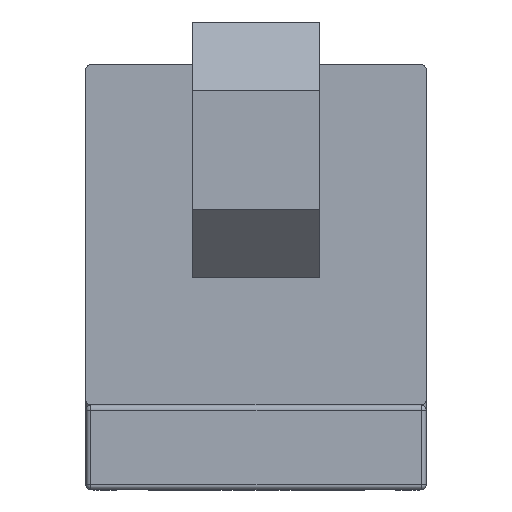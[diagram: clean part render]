
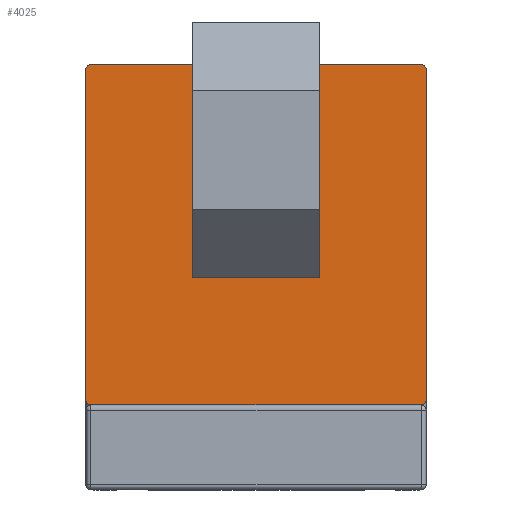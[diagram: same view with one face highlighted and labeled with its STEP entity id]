
A CAD part, front view. The second image highlights one B-rep face of the part: STEP entity #4025.
In plain terms, the highlighted planar face has unit normal (0, -1, 0).
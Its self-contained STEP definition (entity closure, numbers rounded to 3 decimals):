
#90=FACE_BOUND('',#520,.T.);
#265=FACE_OUTER_BOUND('',#519,.T.);
#519=EDGE_LOOP('',(#2768,#2769,#2770,#2771,#2772,#2773,#2774,#2775));
#520=EDGE_LOOP('',(#2776,#2777,#2778,#2779,#2780,#2781));
#783=CIRCLE('',#4288,3.95);
#786=CIRCLE('',#4294,0.3);
#787=CIRCLE('',#4295,0.3);
#788=CIRCLE('',#4296,0.3);
#789=CIRCLE('',#4297,0.3);
#790=CIRCLE('',#4298,3.95);
#1014=LINE('',#6077,#1385);
#1028=LINE('',#6136,#1399);
#1029=LINE('',#6140,#1400);
#1030=LINE('',#6144,#1401);
#1031=LINE('',#6148,#1402);
#1032=LINE('',#6150,#1403);
#1033=LINE('',#6152,#1404);
#1034=LINE('',#6154,#1405);
#1385=VECTOR('',#4784,3.05);
#1399=VECTOR('',#4814,19.4);
#1400=VECTOR('',#4817,19.4);
#1401=VECTOR('',#4820,19.4);
#1402=VECTOR('',#4823,19.4);
#1403=VECTOR('',#4826,3.95);
#1404=VECTOR('',#4827,3.05);
#1405=VECTOR('',#4828,3.95);
#1761=VERTEX_POINT('',#6074);
#1762=VERTEX_POINT('',#6076);
#1766=VERTEX_POINT('',#6088);
#1767=VERTEX_POINT('',#6090);
#1780=VERTEX_POINT('',#6134);
#1781=VERTEX_POINT('',#6135);
#1782=VERTEX_POINT('',#6137);
#1783=VERTEX_POINT('',#6139);
#1784=VERTEX_POINT('',#6141);
#1785=VERTEX_POINT('',#6143);
#1786=VERTEX_POINT('',#6145);
#1787=VERTEX_POINT('',#6147);
#1788=VERTEX_POINT('',#6151);
#1789=VERTEX_POINT('',#6153);
#2130=EDGE_CURVE('',#1761,#1762,#1014,.T.);
#2135=EDGE_CURVE('',#1766,#1767,#783,.T.);
#2152=EDGE_CURVE('',#1780,#1781,#1028,.T.);
#2153=EDGE_CURVE('',#1780,#1782,#786,.T.);
#2154=EDGE_CURVE('',#1782,#1783,#1029,.T.);
#2155=EDGE_CURVE('',#1783,#1784,#787,.T.);
#2156=EDGE_CURVE('',#1784,#1785,#1030,.T.);
#2157=EDGE_CURVE('',#1785,#1786,#788,.T.);
#2158=EDGE_CURVE('',#1787,#1786,#1031,.T.);
#2159=EDGE_CURVE('',#1787,#1781,#789,.T.);
#2160=EDGE_CURVE('',#1767,#1761,#1032,.T.);
#2161=EDGE_CURVE('',#1788,#1766,#1033,.T.);
#2162=EDGE_CURVE('',#1789,#1788,#1034,.T.);
#2163=EDGE_CURVE('',#1762,#1789,#790,.T.);
#2768=ORIENTED_EDGE('',*,*,#2152,.F.);
#2769=ORIENTED_EDGE('',*,*,#2153,.T.);
#2770=ORIENTED_EDGE('',*,*,#2154,.T.);
#2771=ORIENTED_EDGE('',*,*,#2155,.T.);
#2772=ORIENTED_EDGE('',*,*,#2156,.T.);
#2773=ORIENTED_EDGE('',*,*,#2157,.T.);
#2774=ORIENTED_EDGE('',*,*,#2158,.F.);
#2775=ORIENTED_EDGE('',*,*,#2159,.T.);
#2776=ORIENTED_EDGE('',*,*,#2160,.F.);
#2777=ORIENTED_EDGE('',*,*,#2135,.F.);
#2778=ORIENTED_EDGE('',*,*,#2161,.F.);
#2779=ORIENTED_EDGE('',*,*,#2162,.F.);
#2780=ORIENTED_EDGE('',*,*,#2163,.F.);
#2781=ORIENTED_EDGE('',*,*,#2130,.F.);
#3926=PLANE('',#4293);
#4025=ADVANCED_FACE('',(#265,#90),#3926,.F.);
#4288=AXIS2_PLACEMENT_3D('',#6091,#4791,#4792);
#4293=AXIS2_PLACEMENT_3D('',#6133,#4812,#4813);
#4294=AXIS2_PLACEMENT_3D('',#6138,#4815,#4816);
#4295=AXIS2_PLACEMENT_3D('',#6142,#4818,#4819);
#4296=AXIS2_PLACEMENT_3D('',#6146,#4821,#4822);
#4297=AXIS2_PLACEMENT_3D('',#6149,#4824,#4825);
#4298=AXIS2_PLACEMENT_3D('',#6155,#4829,#4830);
#4784=DIRECTION('',(1.,0.,0.));
#4791=DIRECTION('center_axis',(0.,-1.,0.));
#4792=DIRECTION('ref_axis',(0.,0.,1.));
#4812=DIRECTION('center_axis',(0.,1.,0.));
#4813=DIRECTION('ref_axis',(1.,0.,0.));
#4814=DIRECTION('',(1.,0.,0.));
#4815=DIRECTION('center_axis',(0.,-1.,0.));
#4816=DIRECTION('ref_axis',(0.,0.,1.));
#4817=DIRECTION('',(0.,0.,-1.));
#4818=DIRECTION('center_axis',(0.,-1.,0.));
#4819=DIRECTION('ref_axis',(0.,0.,1.));
#4820=DIRECTION('',(1.,0.,0.));
#4821=DIRECTION('center_axis',(0.,-1.,0.));
#4822=DIRECTION('ref_axis',(0.,0.,1.));
#4823=DIRECTION('',(0.,0.,-1.));
#4824=DIRECTION('center_axis',(0.,-1.,0.));
#4825=DIRECTION('ref_axis',(0.,0.,1.));
#4826=DIRECTION('',(0.,0.,-1.));
#4827=DIRECTION('',(-1.,0.,0.));
#4828=DIRECTION('',(0.,0.,1.));
#4829=DIRECTION('center_axis',(0.,-1.,0.));
#4830=DIRECTION('ref_axis',(0.,0.,1.));
#6074=CARTESIAN_POINT('',(-11.236,-4.305,5.466));
#6076=CARTESIAN_POINT('',(-8.186,-4.305,5.466));
#6077=CARTESIAN_POINT('',(-11.236,-4.305,5.466));
#6088=CARTESIAN_POINT('',(-7.286,-4.305,13.366));
#6090=CARTESIAN_POINT('',(-11.236,-4.305,9.416));
#6091=CARTESIAN_POINT('Origin',(-7.286,-4.305,9.416));
#6133=CARTESIAN_POINT('Origin',(-17.736,-4.305,14.416));
#6134=CARTESIAN_POINT('',(-17.436,-4.305,14.416));
#6135=CARTESIAN_POINT('',(1.964,-4.305,14.416));
#6136=CARTESIAN_POINT('',(-17.736,-4.305,14.416));
#6137=CARTESIAN_POINT('',(-17.736,-4.305,14.116));
#6138=CARTESIAN_POINT('Origin',(-17.436,-4.305,14.116));
#6139=CARTESIAN_POINT('',(-17.736,-4.305,-5.284));
#6140=CARTESIAN_POINT('',(-17.736,-4.305,14.416));
#6141=CARTESIAN_POINT('',(-17.436,-4.305,-5.584));
#6142=CARTESIAN_POINT('Origin',(-17.436,-4.305,-5.284));
#6143=CARTESIAN_POINT('',(1.964,-4.305,-5.584));
#6144=CARTESIAN_POINT('',(-17.736,-4.305,-5.584));
#6145=CARTESIAN_POINT('',(2.264,-4.305,-5.284));
#6146=CARTESIAN_POINT('Origin',(1.964,-4.305,-5.284));
#6147=CARTESIAN_POINT('',(2.264,-4.305,14.116));
#6148=CARTESIAN_POINT('',(2.264,-4.305,14.416));
#6149=CARTESIAN_POINT('Origin',(1.964,-4.305,14.116));
#6150=CARTESIAN_POINT('',(-11.236,-4.305,5.466));
#6151=CARTESIAN_POINT('',(-4.236,-4.305,13.366));
#6152=CARTESIAN_POINT('',(-7.286,-4.305,13.366));
#6153=CARTESIAN_POINT('',(-4.236,-4.305,9.416));
#6154=CARTESIAN_POINT('',(-4.236,-4.305,9.416));
#6155=CARTESIAN_POINT('Origin',(-8.186,-4.305,9.416));
